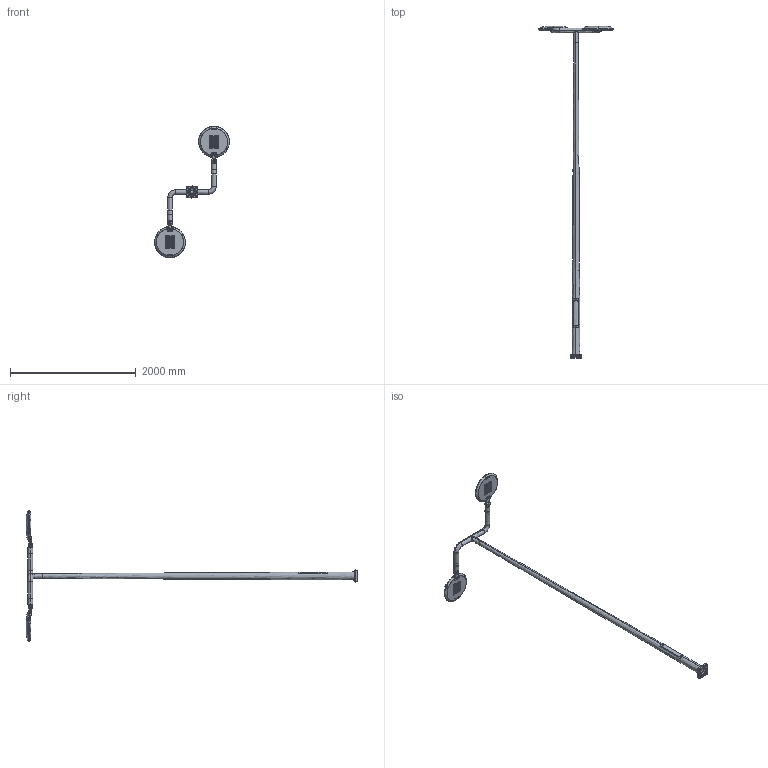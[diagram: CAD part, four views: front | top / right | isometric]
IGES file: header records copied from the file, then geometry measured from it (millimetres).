
Start section: SolidWorks IGES file using analytic representation for surfaces
Global section: file name: hela-2-5(40)-(Ê170-130-4õ14)-ö+ïî.IGS; native system: SolidWorks 2020; preprocessor: SolidWorks 2020; author: Åêàòåðèíà; date: 210707.162802; units: millimetre
Bounding box: 1189.75 x 5278.01 x 2087.57 mm (x, y, z)
Surface area: 5383624.4 mm2 (no closed solid volume)
Topology: 0 solids, 0 shells, 1905 faces, 34128 edges, 34100 vertices
Faces by surface type: revolution 1094, bspline 811
